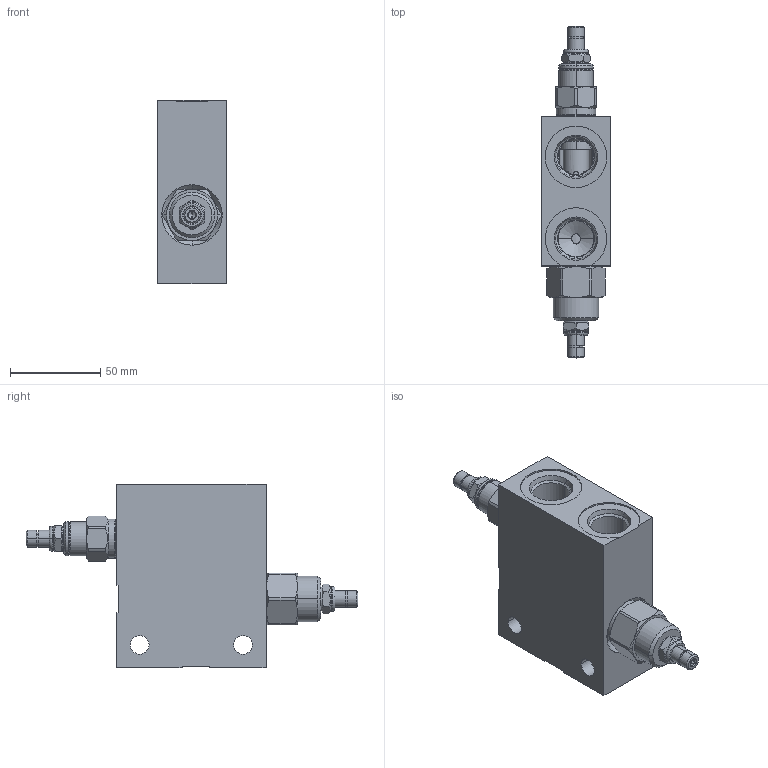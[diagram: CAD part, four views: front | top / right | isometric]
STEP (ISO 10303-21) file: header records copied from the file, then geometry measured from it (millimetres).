
FILE_DESCRIPTION((''),'2;1');
FILE_NAME('YRENLANAL_ASM','2019-11-26T',('ProEService'),(''),'PRO/ENGINEER BY PARAMETRIC TECHNOLOGY CORPORATION, 2014200','PRO/ENGINEER BY PARAMETRIC TECHNOLOGY CORPORATION, 2014200','');
FILE_SCHEMA(('CONFIG_CONTROL_DESIGN'));
Length unit declared in the file: inch
Products named in the file (4): 150-558-004; FRDALAN; RPECLAN; YRENLANAL_ASM
Assembly tree (3 placements, depth 2):
  YRENLANAL_ASM
    150-558-004
    FRDALAN
    RPECLAN
Bounding box: 38.1 x 183.46 x 101.6 mm (x, y, z)
Volume: 285416.2 mm3; surface area: 66243.1 mm2
Topology: 8 solids, 10 shells, 561 faces, 1574 edges, 1180 vertices
Faces by surface type: cylinder 218, cone 136, plane 128, torus 59, revolution 20
Entity records: 21880 total; most frequent: CARTESIAN_POINT 7389, DIRECTION 3152, ORIENTED_EDGE 2580, EDGE_CURVE 1290, AXIS2_PLACEMENT_3D 1194, VERTEX_POINT 785, VECTOR 744, LINE 744
